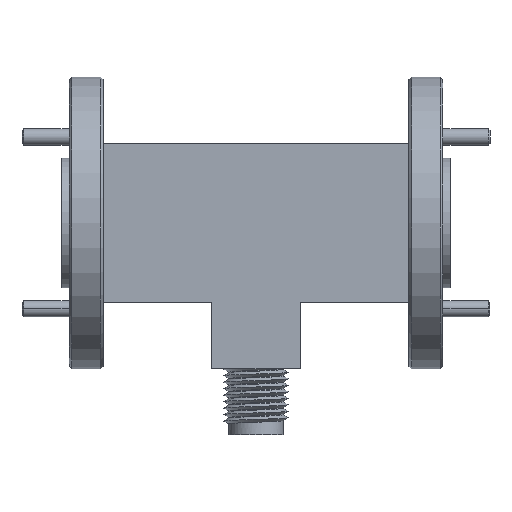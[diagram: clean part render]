
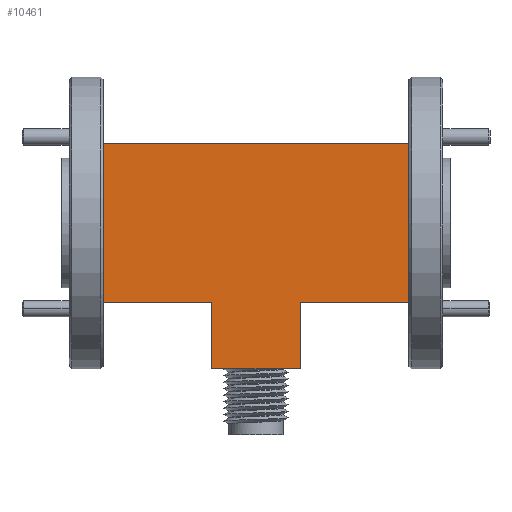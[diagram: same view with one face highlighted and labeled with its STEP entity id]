
A CAD part, front view. The second image highlights one B-rep face of the part: STEP entity #10461.
In plain terms, the highlighted planar face has unit normal (0, -1, 0).
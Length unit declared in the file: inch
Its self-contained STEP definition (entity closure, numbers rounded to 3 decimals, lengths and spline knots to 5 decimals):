
#355 = CARTESIAN_POINT ( 'NONE',  ( -0.60436, 0.22537, 0.42897 ) ) ;
#458 = DIRECTION ( 'NONE',  ( 1., 0., 0. ) ) ;
#1026 = DIRECTION ( 'NONE',  ( 0., 0., 1. ) ) ;
#1039 = VECTOR ( 'NONE', #2012, 39.37008 ) ;
#1575 = CARTESIAN_POINT ( 'NONE',  ( -0.60436, 0.22537, 0.42897 ) ) ;
#1647 = DIRECTION ( 'NONE',  ( 0., 0., 1. ) ) ;
#1775 = LINE ( 'NONE', #1575, #13852 ) ;
#1965 = LINE ( 'NONE', #9145, #2899 ) ;
#2012 = DIRECTION ( 'NONE',  ( -1., 0., 0. ) ) ;
#2172 = PLANE ( 'NONE',  #9679 ) ;
#2615 = EDGE_CURVE ( 'NONE', #7607, #3196, #10868, .T. ) ;
#2829 = EDGE_CURVE ( 'NONE', #12420, #6980, #6629, .T. ) ;
#2880 = LINE ( 'NONE', #12483, #1039 ) ;
#2899 = VECTOR ( 'NONE', #1026, 39.37008 ) ;
#3196 = VERTEX_POINT ( 'NONE', #7962 ) ;
#3295 = DIRECTION ( 'NONE',  ( 0., 0., -1. ) ) ;
#3882 = VERTEX_POINT ( 'NONE', #11791 ) ;
#4052 = CARTESIAN_POINT ( 'NONE',  ( -0.60436, 0.22537, 0.68397 ) ) ;
#4467 = DIRECTION ( 'NONE',  ( -1., 0., 0. ) ) ;
#4598 = ORIENTED_EDGE ( 'NONE', *, *, #13970, .T. ) ;
#5055 = CARTESIAN_POINT ( 'NONE',  ( -0.18436, 0.22537, -0.44103 ) ) ;
#5127 = VECTOR ( 'NONE', #4467, 39.37008 ) ;
#6092 = ORIENTED_EDGE ( 'NONE', *, *, #14133, .F. ) ;
#6271 = CARTESIAN_POINT ( 'NONE',  ( -0.18436, 0.22537, -0.44103 ) ) ;
#6342 = ORIENTED_EDGE ( 'NONE', *, *, #2829, .F. ) ;
#6629 = LINE ( 'NONE', #5055, #12492 ) ;
#6708 = LINE ( 'NONE', #4052, #7253 ) ;
#6980 = VERTEX_POINT ( 'NONE', #8410 ) ;
#7004 = CARTESIAN_POINT ( 'NONE',  ( 0.57564, 0.22537, 0.68397 ) ) ;
#7253 = VECTOR ( 'NONE', #13352, 39.37008 ) ;
#7555 = CARTESIAN_POINT ( 'NONE',  ( -0.60436, 0.22537, -0.18603 ) ) ;
#7607 = VERTEX_POINT ( 'NONE', #7764 ) ;
#7666 = EDGE_CURVE ( 'NONE', #7769, #12420, #2880, .T. ) ;
#7764 = CARTESIAN_POINT ( 'NONE',  ( 0.57564, 0.22537, 0.42897 ) ) ;
#7769 = VERTEX_POINT ( 'NONE', #11507 ) ;
#7962 = CARTESIAN_POINT ( 'NONE',  ( 0.57564, 0.22537, -0.18603 ) ) ;
#8101 = VERTEX_POINT ( 'NONE', #11202 ) ;
#8410 = CARTESIAN_POINT ( 'NONE',  ( -0.18436, 0.22537, -0.18603 ) ) ;
#8514 = VERTEX_POINT ( 'NONE', #355 ) ;
#8867 = ORIENTED_EDGE ( 'NONE', *, *, #11706, .F. ) ;
#8926 = VECTOR ( 'NONE', #12321, 39.37008 ) ;
#9145 = CARTESIAN_POINT ( 'NONE',  ( 0.15564, 0.22537, -0.44103 ) ) ;
#9679 = AXIS2_PLACEMENT_3D ( 'NONE', #12703, #10453, #15048 ) ;
#10453 = DIRECTION ( 'NONE',  ( 0., 1., 0. ) ) ;
#10461 = ADVANCED_FACE ( 'NONE', ( #11389 ), #2172, .F. ) ;
#10497 = VECTOR ( 'NONE', #3295, 39.37008 ) ;
#10868 = LINE ( 'NONE', #7004, #10497 ) ;
#11004 = LINE ( 'NONE', #11411, #5127 ) ;
#11202 = CARTESIAN_POINT ( 'NONE',  ( 0.15564, 0.22537, -0.18603 ) ) ;
#11389 = FACE_OUTER_BOUND ( 'NONE', #12763, .T. ) ;
#11411 = CARTESIAN_POINT ( 'NONE',  ( -0.60436, 0.22537, -0.18603 ) ) ;
#11507 = CARTESIAN_POINT ( 'NONE',  ( 0.15564, 0.22537, -0.44103 ) ) ;
#11706 = EDGE_CURVE ( 'NONE', #6980, #3882, #11004, .T. ) ;
#11791 = CARTESIAN_POINT ( 'NONE',  ( -0.60436, 0.22537, -0.18603 ) ) ;
#12321 = DIRECTION ( 'NONE',  ( -1., 0., 0. ) ) ;
#12420 = VERTEX_POINT ( 'NONE', #6271 ) ;
#12483 = CARTESIAN_POINT ( 'NONE',  ( -0.18436, 0.22537, -0.44103 ) ) ;
#12492 = VECTOR ( 'NONE', #1647, 39.37008 ) ;
#12703 = CARTESIAN_POINT ( 'NONE',  ( -0.60436, 0.22537, 0.68397 ) ) ;
#12763 = EDGE_LOOP ( 'NONE', ( #14881, #15058, #6092, #14159, #8867, #6342, #13901, #4598 ) ) ;
#13352 = DIRECTION ( 'NONE',  ( 0., 0., -1. ) ) ;
#13681 = EDGE_CURVE ( 'NONE', #3196, #8101, #14251, .T. ) ;
#13852 = VECTOR ( 'NONE', #458, 39.37008 ) ;
#13901 = ORIENTED_EDGE ( 'NONE', *, *, #7666, .F. ) ;
#13970 = EDGE_CURVE ( 'NONE', #7769, #8101, #1965, .T. ) ;
#14133 = EDGE_CURVE ( 'NONE', #8514, #7607, #1775, .T. ) ;
#14159 = ORIENTED_EDGE ( 'NONE', *, *, #14411, .T. ) ;
#14251 = LINE ( 'NONE', #7555, #8926 ) ;
#14411 = EDGE_CURVE ( 'NONE', #8514, #3882, #6708, .T. ) ;
#14881 = ORIENTED_EDGE ( 'NONE', *, *, #13681, .F. ) ;
#15048 = DIRECTION ( 'NONE',  ( -1., 0., 0. ) ) ;
#15058 = ORIENTED_EDGE ( 'NONE', *, *, #2615, .F. ) ;
